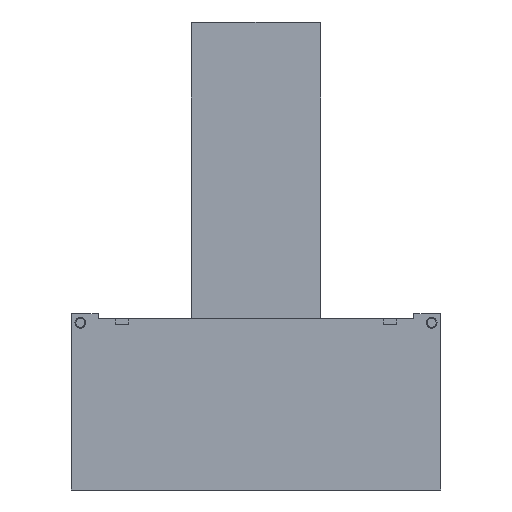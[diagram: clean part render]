
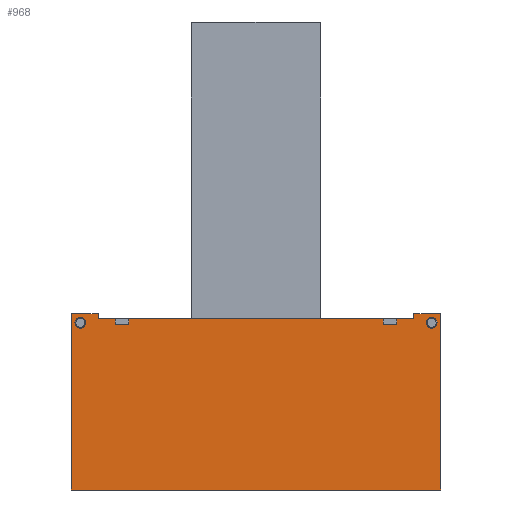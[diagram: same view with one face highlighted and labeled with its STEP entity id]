
A CAD part, front view. The second image highlights one B-rep face of the part: STEP entity #968.
In plain terms, the highlighted planar face has unit normal (0, -1, 0).
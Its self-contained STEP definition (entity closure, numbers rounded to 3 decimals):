
#1=CARTESIAN_POINT('',(19.65,0.,8.85));
#2=DIRECTION('',(0.,-1.,0.));
#3=DIRECTION('',(0.,0.,1.));
#4=AXIS2_PLACEMENT_3D('',#1,#2,#3);
#6=CARTESIAN_POINT('',(19.65,0.,8.85));
#7=DIRECTION('',(0.,-1.,0.));
#8=DIRECTION('',(0.,0.,-1.));
#9=AXIS2_PLACEMENT_3D('',#6,#7,#8);
#11=CARTESIAN_POINT('',(-19.65,0.,8.85));
#12=DIRECTION('',(0.,-1.,0.));
#13=DIRECTION('',(0.,0.,1.));
#14=AXIS2_PLACEMENT_3D('',#11,#12,#13);
#16=CARTESIAN_POINT('',(-19.65,0.,8.85));
#17=DIRECTION('',(0.,-1.,0.));
#18=DIRECTION('',(0.,0.,-1.));
#19=AXIS2_PLACEMENT_3D('',#16,#17,#18);
#21=DIRECTION('',(0.,0.,1.));
#22=VECTOR('',#21,0.6);
#23=CARTESIAN_POINT('',(15.75,0.,8.7));
#24=LINE('',#23,#22);
#25=DIRECTION('',(1.,0.,0.));
#26=VECTOR('',#25,1.9);
#27=CARTESIAN_POINT('',(15.75,0.,9.3));
#28=LINE('',#27,#26);
#29=DIRECTION('',(0.,0.,1.));
#30=VECTOR('',#29,0.55);
#31=CARTESIAN_POINT('',(17.65,0.,9.3));
#32=LINE('',#31,#30);
#33=DIRECTION('',(1.,0.,0.));
#34=VECTOR('',#33,3.);
#35=CARTESIAN_POINT('',(17.65,0.,9.85));
#36=LINE('',#35,#34);
#37=DIRECTION('',(0.,0.,-1.));
#38=VECTOR('',#37,19.7);
#39=CARTESIAN_POINT('',(20.65,0.,9.85));
#40=LINE('',#39,#38);
#41=DIRECTION('',(-1.,0.,0.));
#42=VECTOR('',#41,41.3);
#43=CARTESIAN_POINT('',(20.65,0.,-9.85));
#44=LINE('',#43,#42);
#45=DIRECTION('',(0.,0.,1.));
#46=VECTOR('',#45,19.7);
#47=CARTESIAN_POINT('',(-20.65,0.,-9.85));
#48=LINE('',#47,#46);
#49=DIRECTION('',(1.,0.,0.));
#50=VECTOR('',#49,3.);
#51=CARTESIAN_POINT('',(-20.65,0.,9.85));
#52=LINE('',#51,#50);
#53=DIRECTION('',(0.,0.,-1.));
#54=VECTOR('',#53,0.55);
#55=CARTESIAN_POINT('',(-17.65,0.,9.85));
#56=LINE('',#55,#54);
#57=DIRECTION('',(1.,0.,0.));
#58=VECTOR('',#57,1.9);
#59=CARTESIAN_POINT('',(-17.65,0.,9.3));
#60=LINE('',#59,#58);
#61=DIRECTION('',(0.,0.,-1.));
#62=VECTOR('',#61,0.6);
#63=CARTESIAN_POINT('',(-15.75,0.,9.3));
#64=LINE('',#63,#62);
#65=DIRECTION('',(1.,0.,0.));
#66=VECTOR('',#65,1.5);
#67=CARTESIAN_POINT('',(-15.75,0.,8.7));
#68=LINE('',#67,#66);
#69=DIRECTION('',(0.,0.,1.));
#70=VECTOR('',#69,0.6);
#71=CARTESIAN_POINT('',(-14.25,0.,8.7));
#72=LINE('',#71,#70);
#73=DIRECTION('',(1.,0.,0.));
#74=VECTOR('',#73,28.5);
#75=CARTESIAN_POINT('',(-14.25,0.,9.3));
#76=LINE('',#75,#74);
#77=DIRECTION('',(0.,0.,-1.));
#78=VECTOR('',#77,0.6);
#79=CARTESIAN_POINT('',(14.25,0.,9.3));
#80=LINE('',#79,#78);
#81=DIRECTION('',(1.,0.,0.));
#82=VECTOR('',#81,1.5);
#83=CARTESIAN_POINT('',(14.25,0.,8.7));
#84=LINE('',#83,#82);
#693=CARTESIAN_POINT('',(-20.65,0.,-9.85));
#694=CARTESIAN_POINT('',(-20.65,0.,9.85));
#695=VERTEX_POINT('',#693);
#696=VERTEX_POINT('',#694);
#697=CARTESIAN_POINT('',(-17.65,0.,9.85));
#698=VERTEX_POINT('',#697);
#699=CARTESIAN_POINT('',(-17.65,0.,9.3));
#700=VERTEX_POINT('',#699);
#701=CARTESIAN_POINT('',(17.65,0.,9.3));
#702=CARTESIAN_POINT('',(17.65,0.,9.85));
#703=VERTEX_POINT('',#701);
#704=VERTEX_POINT('',#702);
#705=CARTESIAN_POINT('',(20.65,0.,9.85));
#706=VERTEX_POINT('',#705);
#707=CARTESIAN_POINT('',(20.65,0.,-9.85));
#708=VERTEX_POINT('',#707);
#861=CARTESIAN_POINT('',(19.65,0.,9.45));
#862=CARTESIAN_POINT('',(19.65,0.,8.25));
#863=VERTEX_POINT('',#861);
#864=VERTEX_POINT('',#862);
#865=CARTESIAN_POINT('',(-19.65,0.,9.45));
#866=CARTESIAN_POINT('',(-19.65,0.,8.25));
#867=VERTEX_POINT('',#865);
#868=VERTEX_POINT('',#866);
#901=CARTESIAN_POINT('',(15.75,0.,8.7));
#902=CARTESIAN_POINT('',(15.75,0.,9.3));
#903=VERTEX_POINT('',#901);
#904=VERTEX_POINT('',#902);
#905=CARTESIAN_POINT('',(14.25,0.,9.3));
#906=CARTESIAN_POINT('',(14.25,0.,8.7));
#907=VERTEX_POINT('',#905);
#908=VERTEX_POINT('',#906);
#909=CARTESIAN_POINT('',(-15.75,0.,8.7));
#910=CARTESIAN_POINT('',(-14.25,0.,8.7));
#911=VERTEX_POINT('',#909);
#912=VERTEX_POINT('',#910);
#913=CARTESIAN_POINT('',(-14.25,0.,9.3));
#914=VERTEX_POINT('',#913);
#915=CARTESIAN_POINT('',(-15.75,0.,9.3));
#916=VERTEX_POINT('',#915);
#917=CARTESIAN_POINT('',(0.,0.,0.));
#918=DIRECTION('',(0.,1.,0.));
#919=DIRECTION('',(1.,0.,0.));
#920=AXIS2_PLACEMENT_3D('',#917,#918,#919);
#921=PLANE('',#920);
#923=ORIENTED_EDGE('',*,*,#922,.T.);
#925=ORIENTED_EDGE('',*,*,#924,.T.);
#927=ORIENTED_EDGE('',*,*,#926,.T.);
#929=ORIENTED_EDGE('',*,*,#928,.T.);
#931=ORIENTED_EDGE('',*,*,#930,.T.);
#933=ORIENTED_EDGE('',*,*,#932,.T.);
#935=ORIENTED_EDGE('',*,*,#934,.T.);
#937=ORIENTED_EDGE('',*,*,#936,.T.);
#939=ORIENTED_EDGE('',*,*,#938,.T.);
#941=ORIENTED_EDGE('',*,*,#940,.T.);
#943=ORIENTED_EDGE('',*,*,#942,.T.);
#945=ORIENTED_EDGE('',*,*,#944,.T.);
#947=ORIENTED_EDGE('',*,*,#946,.T.);
#949=ORIENTED_EDGE('',*,*,#948,.T.);
#951=ORIENTED_EDGE('',*,*,#950,.T.);
#953=ORIENTED_EDGE('',*,*,#952,.T.);
#954=EDGE_LOOP('',(#923,#925,#927,#929,#931,#933,#935,#937,#939,#941,#943,#945,
#947,#949,#951,#953));
#955=FACE_OUTER_BOUND('',#954,.F.);
#957=ORIENTED_EDGE('',*,*,#956,.T.);
#959=ORIENTED_EDGE('',*,*,#958,.T.);
#960=EDGE_LOOP('',(#957,#959));
#961=FACE_BOUND('',#960,.F.);
#963=ORIENTED_EDGE('',*,*,#962,.T.);
#965=ORIENTED_EDGE('',*,*,#964,.T.);
#966=EDGE_LOOP('',(#963,#965));
#967=FACE_BOUND('',#966,.F.);
#968=ADVANCED_FACE('',(#955,#961,#967),#921,.F.);
#5=CIRCLE('',#4,0.6);
#10=CIRCLE('',#9,0.6);
#15=CIRCLE('',#14,0.6);
#20=CIRCLE('',#19,0.6);
#922=EDGE_CURVE('',#903,#904,#24,.T.);
#924=EDGE_CURVE('',#904,#703,#28,.T.);
#926=EDGE_CURVE('',#703,#704,#32,.T.);
#928=EDGE_CURVE('',#704,#706,#36,.T.);
#930=EDGE_CURVE('',#706,#708,#40,.T.);
#932=EDGE_CURVE('',#708,#695,#44,.T.);
#934=EDGE_CURVE('',#695,#696,#48,.T.);
#936=EDGE_CURVE('',#696,#698,#52,.T.);
#938=EDGE_CURVE('',#698,#700,#56,.T.);
#940=EDGE_CURVE('',#700,#916,#60,.T.);
#942=EDGE_CURVE('',#916,#911,#64,.T.);
#944=EDGE_CURVE('',#911,#912,#68,.T.);
#946=EDGE_CURVE('',#912,#914,#72,.T.);
#948=EDGE_CURVE('',#914,#907,#76,.T.);
#950=EDGE_CURVE('',#907,#908,#80,.T.);
#952=EDGE_CURVE('',#908,#903,#84,.T.);
#956=EDGE_CURVE('',#863,#864,#5,.T.);
#958=EDGE_CURVE('',#864,#863,#10,.T.);
#962=EDGE_CURVE('',#867,#868,#15,.T.);
#964=EDGE_CURVE('',#868,#867,#20,.T.);
